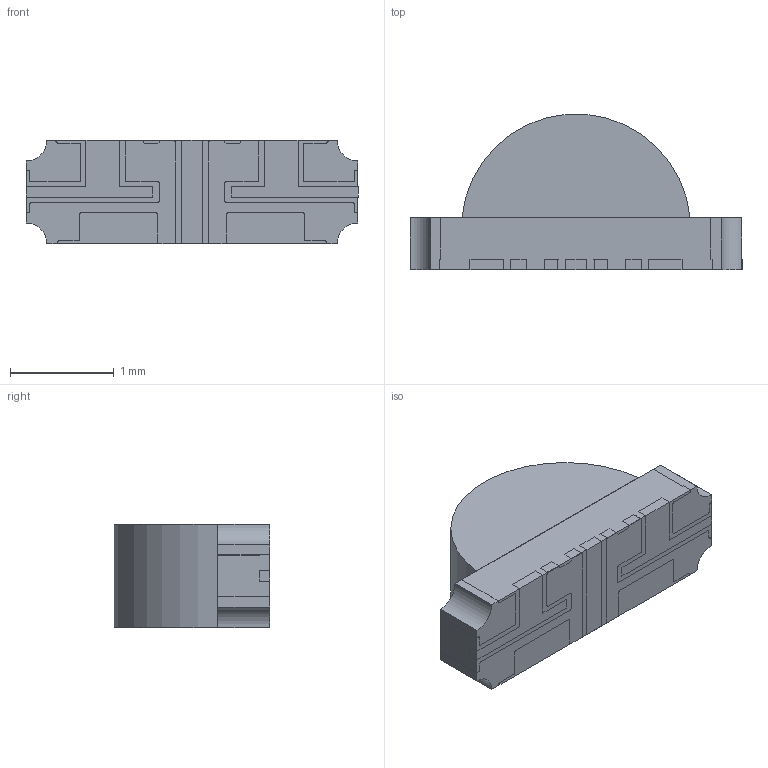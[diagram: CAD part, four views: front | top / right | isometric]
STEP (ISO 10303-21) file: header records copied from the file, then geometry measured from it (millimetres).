
FILE_DESCRIPTION (( 'STEP AP214' ), '1' );
FILE_NAME ('155124M173200.STEP', '2021-08-24T12:56:24', ( '' ), ( '' ), 'SwSTEP 2.0', 'SolidWorks 2018', '' );
FILE_SCHEMA (( 'AUTOMOTIVE_DESIGN' ));
Length unit declared in the file: millimetre
Products named in the file (1): 155124M173200
Bounding box: 3.2 x 1.5 x 1 mm (x, y, z)
Volume: 3.2 mm3; surface area: 30.1 mm2
Topology: 9 solids, 9 shells, 318 faces, 896 edges, 596 vertices
Faces by surface type: plane 217, cylinder 101
Entity records: 12110 total; most frequent: CARTESIAN_POINT 1811, ORIENTED_EDGE 1792, DIRECTION 1752, EDGE_CURVE 896, LINE 678, VECTOR 678, VERTEX_POINT 596, AXIS2_PLACEMENT_3D 537
